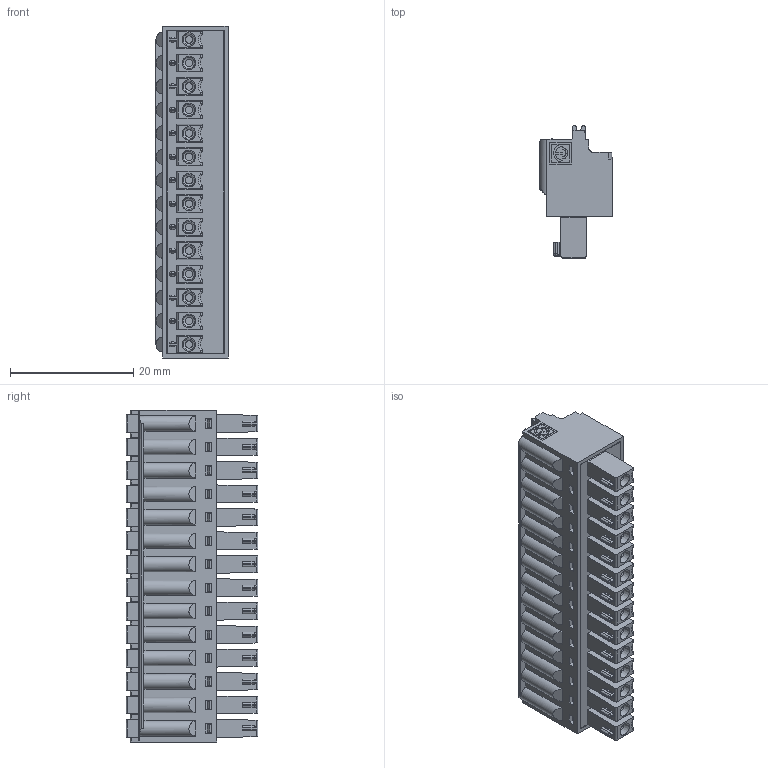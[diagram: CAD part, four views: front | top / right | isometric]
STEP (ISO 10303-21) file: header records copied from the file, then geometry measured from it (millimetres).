
FILE_DESCRIPTION(('STEP AP214'),'1');
FILE_NAME('SHM14-3,81-P.stp','2025-07-01T09:37:29',(' '),(' '),'Spatial InterOp 3D',' ',' ');
FILE_SCHEMA(('AUTOMOTIVE_DESIGN { 1 0 10303 214 1 1 1 1 }'));
Length unit declared in the file: metre
Products named in the file (1): 1751543046
Bounding box: 11.7 x 21.4 x 53.93 mm (x, y, z)
Volume: 7873.5 mm3; surface area: 5769.1 mm2
Topology: 1 solids, 1 shells, 1441 faces, 3953 edges, 2572 vertices
Faces by surface type: plane 1013, cylinder 343, cone 42, sphere 28, torus 14, extrusion 1
Full cylindrical faces by diameter (mm): 1.2 x14, 3.078 x14
Entity records: 66242 total; most frequent: CARTESIAN_POINT 10863, ORIENTED_EDGE 7598, DIRECTION 7006, EDGE_CURVE 3799, STYLED_ITEM 3058, PRESENTATION_STYLE_ASSIGNMENT 3058, COLOUR_RGB 3058, VECTOR 2888
